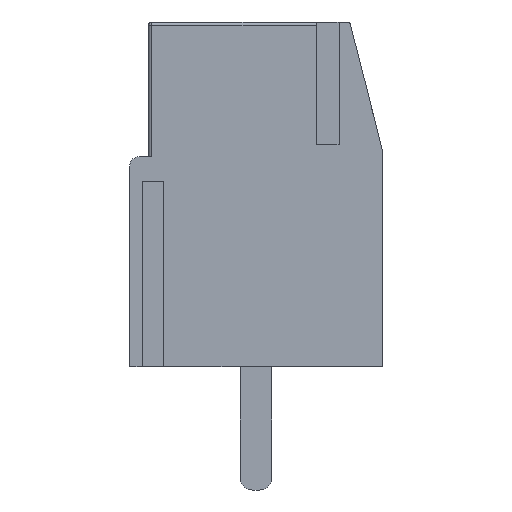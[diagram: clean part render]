
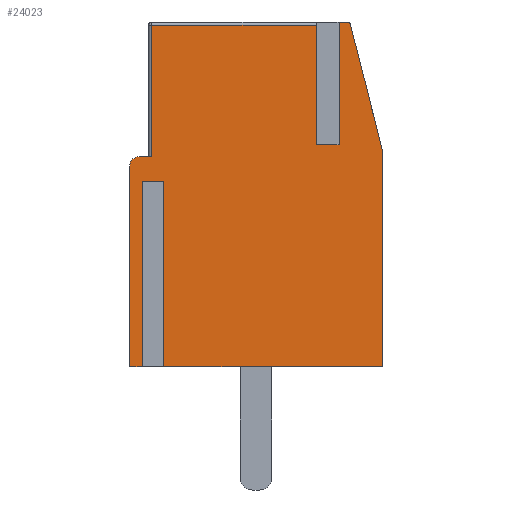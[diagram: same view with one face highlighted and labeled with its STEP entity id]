
A CAD part, left-side view. The second image highlights one B-rep face of the part: STEP entity #24023.
In plain terms, the highlighted planar face has unit normal (-1, 0, 0).
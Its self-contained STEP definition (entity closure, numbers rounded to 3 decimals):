
#113 = VECTOR ( 'NONE', #24283, 1000. ) ;
#182 = EDGE_CURVE ( 'NONE', #278, #20088, #14415, .T. ) ;
#278 = VERTEX_POINT ( 'NONE', #7201 ) ;
#287 = CARTESIAN_POINT ( 'NONE',  ( -12.5, 4., 10.9 ) ) ;
#352 = VERTEX_POINT ( 'NONE', #9961 ) ;
#411 = LINE ( 'NONE', #287, #20970 ) ;
#424 = DIRECTION ( 'NONE',  ( 0., -1., 0. ) ) ;
#537 = EDGE_CURVE ( 'NONE', #8273, #6222, #8963, .T. ) ;
#968 = VERTEX_POINT ( 'NONE', #21980 ) ;
#1206 = VECTOR ( 'NONE', #424, 1000. ) ;
#1330 = DIRECTION ( 'NONE',  ( 0., 1., 0. ) ) ;
#1402 = CARTESIAN_POINT ( 'NONE',  ( -12.5, 3.3, 10.8 ) ) ;
#1426 = VERTEX_POINT ( 'NONE', #12116 ) ;
#1595 = AXIS2_PLACEMENT_3D ( 'NONE', #14731, #22440, #5096 ) ;
#1710 = CARTESIAN_POINT ( 'NONE',  ( -12.5, 2.916, 5.854 ) ) ;
#1979 = ORIENTED_EDGE ( 'NONE', *, *, #21842, .F. ) ;
#2244 = CARTESIAN_POINT ( 'NONE',  ( -12.5, 4., 0. ) ) ;
#2812 = ORIENTED_EDGE ( 'NONE', *, *, #8554, .T. ) ;
#2906 = DIRECTION ( 'NONE',  ( 0., 0., -1. ) ) ;
#3077 = DIRECTION ( 'NONE',  ( 0., -1., 0. ) ) ;
#3120 = EDGE_CURVE ( 'NONE', #3765, #968, #15225, .T. ) ;
#3183 = CARTESIAN_POINT ( 'NONE',  ( -12.5, 4., 6.638 ) ) ;
#3765 = VERTEX_POINT ( 'NONE', #5709 ) ;
#3977 = DIRECTION ( 'NONE',  ( 0., 1., 0. ) ) ;
#4218 = FACE_OUTER_BOUND ( 'NONE', #20635, .T. ) ;
#4442 = VECTOR ( 'NONE', #5318, 1000. ) ;
#4520 = EDGE_CURVE ( 'NONE', #17378, #5427, #5114, .T. ) ;
#4532 = EDGE_CURVE ( 'NONE', #278, #8249, #24228, .T. ) ;
#4623 = CARTESIAN_POINT ( 'NONE',  ( -12.5, 2.916, 0. ) ) ;
#5096 = DIRECTION ( 'NONE',  ( 0., 1., 0. ) ) ;
#5114 = LINE ( 'NONE', #8959, #6324 ) ;
#5318 = DIRECTION ( 'NONE',  ( 0., 0., -1. ) ) ;
#5401 = ORIENTED_EDGE ( 'NONE', *, *, #182, .T. ) ;
#5427 = VERTEX_POINT ( 'NONE', #22334 ) ;
#5448 = EDGE_CURVE ( 'NONE', #352, #12331, #20918, .T. ) ;
#5493 = VERTEX_POINT ( 'NONE', #9321 ) ;
#5612 = ORIENTED_EDGE ( 'NONE', *, *, #20514, .T. ) ;
#5709 = CARTESIAN_POINT ( 'NONE',  ( -12.5, 3.7, 6.638 ) ) ;
#5887 = CARTESIAN_POINT ( 'NONE',  ( -12.5, -2.887, 10.9 ) ) ;
#6222 = VERTEX_POINT ( 'NONE', #5887 ) ;
#6324 = VECTOR ( 'NONE', #8699, 1000. ) ;
#6475 = VECTOR ( 'NONE', #23995, 1000. ) ;
#6920 = EDGE_CURVE ( 'NONE', #968, #1426, #411, .T. ) ;
#7201 = CARTESIAN_POINT ( 'NONE',  ( -12.5, -4., 6.842 ) ) ;
#7295 = CARTESIAN_POINT ( 'NONE',  ( -12.5, 4., 10.9 ) ) ;
#7417 = CARTESIAN_POINT ( 'NONE',  ( -12.5, 3.4, 10.8 ) ) ;
#7713 = CARTESIAN_POINT ( 'NONE',  ( -12.5, 4., 10.9 ) ) ;
#7795 = DIRECTION ( 'NONE',  ( 0., 1., 0. ) ) ;
#7908 = CARTESIAN_POINT ( 'NONE',  ( -12.5, -1.906, 7.015 ) ) ;
#8073 = VECTOR ( 'NONE', #8492, 1000. ) ;
#8135 = VECTOR ( 'NONE', #21476, 1000. ) ;
#8249 = VERTEX_POINT ( 'NONE', #11958 ) ;
#8273 = VERTEX_POINT ( 'NONE', #23319 ) ;
#8282 = CARTESIAN_POINT ( 'NONE',  ( -12.5, 3.592, 5.854 ) ) ;
#8350 = ORIENTED_EDGE ( 'NONE', *, *, #13138, .T. ) ;
#8399 = DIRECTION ( 'NONE',  ( 0., 0., -1. ) ) ;
#8492 = DIRECTION ( 'NONE',  ( 0., -1., 0. ) ) ;
#8554 = EDGE_CURVE ( 'NONE', #20088, #6222, #14531, .T. ) ;
#8607 = CARTESIAN_POINT ( 'NONE',  ( -12.5, -2.626, 7.015 ) ) ;
#8622 = ORIENTED_EDGE ( 'NONE', *, *, #13754, .F. ) ;
#8699 = DIRECTION ( 'NONE',  ( 0., 1., 0. ) ) ;
#8959 = CARTESIAN_POINT ( 'NONE',  ( -12.5, 2.916, 5.854 ) ) ;
#8963 = LINE ( 'NONE', #7295, #20015 ) ;
#9321 = CARTESIAN_POINT ( 'NONE',  ( -12.5, 3.3, 6.638 ) ) ;
#9524 = CARTESIAN_POINT ( 'NONE',  ( -12.5, -2.626, 7.015 ) ) ;
#9596 = VECTOR ( 'NONE', #13002, 1000. ) ;
#9713 = VECTOR ( 'NONE', #1330, 1000. ) ;
#9727 = EDGE_CURVE ( 'NONE', #5427, #24203, #20272, .T. ) ;
#9961 = CARTESIAN_POINT ( 'NONE',  ( -12.5, -1.906, 10.8 ) ) ;
#9997 = LINE ( 'NONE', #18080, #8073 ) ;
#10143 = DIRECTION ( 'NONE',  ( -1., 0., 0. ) ) ;
#10170 = LINE ( 'NONE', #7908, #1206 ) ;
#10233 = LINE ( 'NONE', #4623, #14165 ) ;
#10245 = CARTESIAN_POINT ( 'NONE',  ( -12.5, -2.964, 10.9 ) ) ;
#10692 = ORIENTED_EDGE ( 'NONE', *, *, #22397, .F. ) ;
#10738 = CARTESIAN_POINT ( 'NONE',  ( -12.5, -1.906, 7.015 ) ) ;
#11958 = CARTESIAN_POINT ( 'NONE',  ( -12.5, -4., 0. ) ) ;
#12001 = LINE ( 'NONE', #8607, #6475 ) ;
#12116 = CARTESIAN_POINT ( 'NONE',  ( -12.5, 4., 0. ) ) ;
#12331 = VERTEX_POINT ( 'NONE', #1402 ) ;
#12959 = LINE ( 'NONE', #24665, #4442 ) ;
#13002 = DIRECTION ( 'NONE',  ( 0., 0., -1. ) ) ;
#13138 = EDGE_CURVE ( 'NONE', #15501, #8249, #9997, .T. ) ;
#13326 = ORIENTED_EDGE ( 'NONE', *, *, #22424, .F. ) ;
#13414 = EDGE_CURVE ( 'NONE', #5493, #3765, #14724, .T. ) ;
#13754 = EDGE_CURVE ( 'NONE', #352, #19873, #12959, .T. ) ;
#14165 = VECTOR ( 'NONE', #14399, 1000. ) ;
#14399 = DIRECTION ( 'NONE',  ( 0., 0., 1. ) ) ;
#14415 = LINE ( 'NONE', #10245, #21250 ) ;
#14531 = CIRCLE ( 'NONE', #1595, 0.1 ) ;
#14724 = LINE ( 'NONE', #3183, #9713 ) ;
#14731 = CARTESIAN_POINT ( 'NONE',  ( -12.5, -2.887, 10.8 ) ) ;
#15075 = EDGE_CURVE ( 'NONE', #12331, #5493, #18629, .T. ) ;
#15225 = CIRCLE ( 'NONE', #21642, 0.3 ) ;
#15491 = ORIENTED_EDGE ( 'NONE', *, *, #4532, .F. ) ;
#15501 = VERTEX_POINT ( 'NONE', #19551 ) ;
#16312 = DIRECTION ( 'NONE',  ( 0., 0.247, 0.969 ) ) ;
#16332 = DIRECTION ( 'NONE',  ( 0., 1., 0. ) ) ;
#16419 = ORIENTED_EDGE ( 'NONE', *, *, #15075, .T. ) ;
#17378 = VERTEX_POINT ( 'NONE', #1710 ) ;
#17530 = ORIENTED_EDGE ( 'NONE', *, *, #3120, .T. ) ;
#17670 = ORIENTED_EDGE ( 'NONE', *, *, #4520, .F. ) ;
#17697 = LINE ( 'NONE', #2244, #8135 ) ;
#17803 = PLANE ( 'NONE',  #20319 ) ;
#17969 = CARTESIAN_POINT ( 'NONE',  ( -12.5, 3.7, 6.338 ) ) ;
#18080 = CARTESIAN_POINT ( 'NONE',  ( -12.5, 4., 0. ) ) ;
#18629 = LINE ( 'NONE', #20483, #113 ) ;
#19187 = ORIENTED_EDGE ( 'NONE', *, *, #537, .F. ) ;
#19551 = CARTESIAN_POINT ( 'NONE',  ( -12.5, 2.916, 0. ) ) ;
#19873 = VERTEX_POINT ( 'NONE', #10738 ) ;
#20015 = VECTOR ( 'NONE', #3077, 1000. ) ;
#20088 = VERTEX_POINT ( 'NONE', #24851 ) ;
#20272 = LINE ( 'NONE', #8282, #22947 ) ;
#20319 = AXIS2_PLACEMENT_3D ( 'NONE', #7713, #21459, #3977 ) ;
#20483 = CARTESIAN_POINT ( 'NONE',  ( -12.5, 3.3, 10.9 ) ) ;
#20514 = EDGE_CURVE ( 'NONE', #1426, #24203, #17697, .T. ) ;
#20635 = EDGE_LOOP ( 'NONE', ( #5401, #2812, #19187, #13326, #1979, #8622, #21399, #16419, #23283, #17530, #23000, #5612, #24138, #17670, #10692, #8350, #15491 ) ) ;
#20918 = LINE ( 'NONE', #7417, #21084 ) ;
#20970 = VECTOR ( 'NONE', #8399, 1000. ) ;
#21084 = VECTOR ( 'NONE', #7795, 1000. ) ;
#21250 = VECTOR ( 'NONE', #16312, 1000. ) ;
#21355 = VERTEX_POINT ( 'NONE', #9524 ) ;
#21399 = ORIENTED_EDGE ( 'NONE', *, *, #5448, .T. ) ;
#21459 = DIRECTION ( 'NONE',  ( 1., 0., 0. ) ) ;
#21476 = DIRECTION ( 'NONE',  ( 0., -1., 0. ) ) ;
#21642 = AXIS2_PLACEMENT_3D ( 'NONE', #17969, #10143, #16332 ) ;
#21842 = EDGE_CURVE ( 'NONE', #19873, #21355, #10170, .T. ) ;
#21980 = CARTESIAN_POINT ( 'NONE',  ( -12.5, 4., 6.338 ) ) ;
#22333 = CARTESIAN_POINT ( 'NONE',  ( -12.5, -4., 10.9 ) ) ;
#22334 = CARTESIAN_POINT ( 'NONE',  ( -12.5, 3.592, 5.854 ) ) ;
#22397 = EDGE_CURVE ( 'NONE', #15501, #17378, #10233, .T. ) ;
#22424 = EDGE_CURVE ( 'NONE', #21355, #8273, #12001, .T. ) ;
#22440 = DIRECTION ( 'NONE',  ( -1., 0., 0. ) ) ;
#22947 = VECTOR ( 'NONE', #2906, 1000. ) ;
#23000 = ORIENTED_EDGE ( 'NONE', *, *, #6920, .T. ) ;
#23283 = ORIENTED_EDGE ( 'NONE', *, *, #13414, .T. ) ;
#23319 = CARTESIAN_POINT ( 'NONE',  ( -12.5, -2.626, 10.9 ) ) ;
#23932 = CARTESIAN_POINT ( 'NONE',  ( -12.5, 3.592, 0. ) ) ;
#23995 = DIRECTION ( 'NONE',  ( 0., 0., 1. ) ) ;
#24023 = ADVANCED_FACE ( 'NONE', ( #4218 ), #17803, .F. ) ;
#24138 = ORIENTED_EDGE ( 'NONE', *, *, #9727, .F. ) ;
#24203 = VERTEX_POINT ( 'NONE', #23932 ) ;
#24228 = LINE ( 'NONE', #22333, #9596 ) ;
#24283 = DIRECTION ( 'NONE',  ( 0., 0., -1. ) ) ;
#24665 = CARTESIAN_POINT ( 'NONE',  ( -12.5, -1.906, 10.9 ) ) ;
#24851 = CARTESIAN_POINT ( 'NONE',  ( -12.5, -2.984, 10.825 ) ) ;
